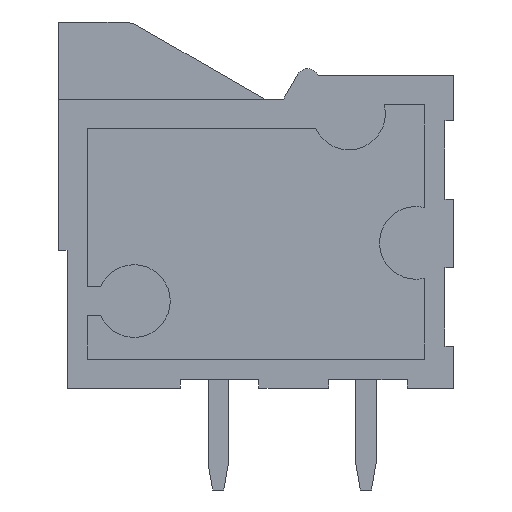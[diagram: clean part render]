
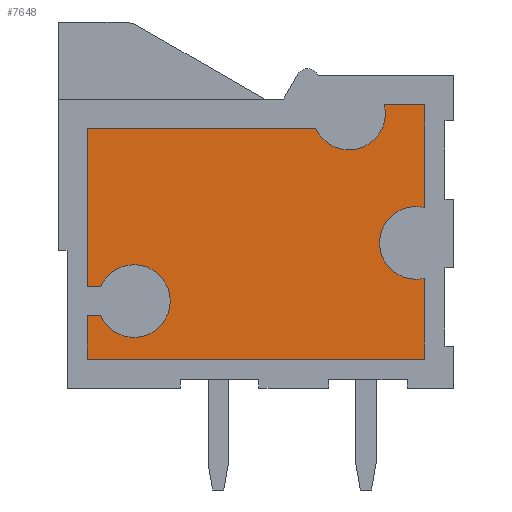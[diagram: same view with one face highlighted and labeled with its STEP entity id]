
A CAD part, left-side view. The second image highlights one B-rep face of the part: STEP entity #7648.
In plain terms, the highlighted planar face has unit normal (-1, 0, 0).
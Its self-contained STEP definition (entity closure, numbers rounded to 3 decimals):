
#120 = DIRECTION ( 'NONE',  ( 0., 0., 1. ) ) ;
#138 = VECTOR ( 'NONE', #6954, 1000. ) ;
#141 = DIRECTION ( 'NONE',  ( 0., 1., 0. ) ) ;
#186 = EDGE_CURVE ( 'NONE', #6393, #5324, #3561, .T. ) ;
#190 = EDGE_CURVE ( 'NONE', #2499, #1398, #3753, .T. ) ;
#226 = LINE ( 'NONE', #1357, #533 ) ;
#227 = ORIENTED_EDGE ( 'NONE', *, *, #190, .T. ) ;
#239 = LINE ( 'NONE', #1454, #4024 ) ;
#245 = DIRECTION ( 'NONE',  ( 0., 0., 1. ) ) ;
#264 = PLANE ( 'NONE',  #299 ) ;
#299 = AXIS2_PLACEMENT_3D ( 'NONE', #7596, #1971, #6940 ) ;
#342 = LINE ( 'NONE', #2781, #1066 ) ;
#407 = CARTESIAN_POINT ( 'NONE',  ( 1.5, 11., -9.6 ) ) ;
#451 = DIRECTION ( 'NONE',  ( 0., 0., 1. ) ) ;
#515 = LINE ( 'NONE', #5490, #5316 ) ;
#533 = VECTOR ( 'NONE', #141, 1000. ) ;
#544 = CARTESIAN_POINT ( 'NONE',  ( 1.5, 12.146, -10.1 ) ) ;
#574 = VECTOR ( 'NONE', #4968, 1000. ) ;
#660 = LINE ( 'NONE', #6886, #5569 ) ;
#671 = CARTESIAN_POINT ( 'NONE',  ( 1.5, 12.6, -9.1 ) ) ;
#678 = EDGE_CURVE ( 'NONE', #4814, #6195, #1843, .T. ) ;
#769 = ORIENTED_EDGE ( 'NONE', *, *, #2511, .F. ) ;
#853 = VERTEX_POINT ( 'NONE', #6945 ) ;
#858 = CARTESIAN_POINT ( 'NONE',  ( 1.5, 1.3, -6.35 ) ) ;
#917 = VERTEX_POINT ( 'NONE', #5154 ) ;
#1066 = VECTOR ( 'NONE', #4570, 1000. ) ;
#1076 = AXIS2_PLACEMENT_3D ( 'NONE', #2767, #7619, #1503 ) ;
#1117 = DIRECTION ( 'NONE',  ( 0., 0., 1. ) ) ;
#1251 = EDGE_CURVE ( 'NONE', #6677, #3431, #342, .T. ) ;
#1329 = CARTESIAN_POINT ( 'NONE',  ( 1.5, 1.3, -8.85 ) ) ;
#1341 = LINE ( 'NONE', #5702, #5441 ) ;
#1357 = CARTESIAN_POINT ( 'NONE',  ( 1.5, 0., -10.1 ) ) ;
#1398 = VERTEX_POINT ( 'NONE', #2319 ) ;
#1413 = CIRCLE ( 'NONE', #1794, 1.25 ) ;
#1454 = CARTESIAN_POINT ( 'NONE',  ( 1.5, 0., -2.85 ) ) ;
#1503 = DIRECTION ( 'NONE',  ( 0., 0., 1. ) ) ;
#1505 = ORIENTED_EDGE ( 'NONE', *, *, #6322, .T. ) ;
#1556 = EDGE_CURVE ( 'NONE', #853, #6309, #3686, .T. ) ;
#1658 = CARTESIAN_POINT ( 'NONE',  ( 1.5, 2.387, -2.85 ) ) ;
#1679 = CARTESIAN_POINT ( 'NONE',  ( 1.5, 1.3, -7.6 ) ) ;
#1685 = CARTESIAN_POINT ( 'NONE',  ( 1.5, 12.146, -9.1 ) ) ;
#1686 = VERTEX_POINT ( 'NONE', #2345 ) ;
#1794 = AXIS2_PLACEMENT_3D ( 'NONE', #7527, #3256, #245 ) ;
#1817 = CIRCLE ( 'NONE', #3254, 1.25 ) ;
#1843 = CIRCLE ( 'NONE', #7181, 1.25 ) ;
#1950 = LINE ( 'NONE', #3710, #7092 ) ;
#1971 = DIRECTION ( 'NONE',  ( -1., 0., 0. ) ) ;
#2072 = ORIENTED_EDGE ( 'NONE', *, *, #5851, .F. ) ;
#2241 = CARTESIAN_POINT ( 'NONE',  ( 1.5, 11., -9.6 ) ) ;
#2304 = EDGE_CURVE ( 'NONE', #6990, #5324, #1341, .T. ) ;
#2319 = CARTESIAN_POINT ( 'NONE',  ( 1.5, 1., -2.85 ) ) ;
#2345 = CARTESIAN_POINT ( 'NONE',  ( 1.5, 12.6, -10.1 ) ) ;
#2432 = ORIENTED_EDGE ( 'NONE', *, *, #7382, .F. ) ;
#2499 = VERTEX_POINT ( 'NONE', #3780 ) ;
#2511 = EDGE_CURVE ( 'NONE', #917, #1686, #515, .T. ) ;
#2617 = EDGE_CURVE ( 'NONE', #6195, #1398, #239, .T. ) ;
#2628 = FACE_OUTER_BOUND ( 'NONE', #6967, .T. ) ;
#2683 = DIRECTION ( 'NONE',  ( 0., -1., 0. ) ) ;
#2767 = CARTESIAN_POINT ( 'NONE',  ( 1.5, 11., -9.6 ) ) ;
#2781 = CARTESIAN_POINT ( 'NONE',  ( 1.5, 0., -9.1 ) ) ;
#2801 = EDGE_CURVE ( 'NONE', #4814, #5878, #660, .T. ) ;
#2869 = ORIENTED_EDGE ( 'NONE', *, *, #4842, .F. ) ;
#2876 = CARTESIAN_POINT ( 'NONE',  ( 1.5, 11., -8.35 ) ) ;
#2903 = ORIENTED_EDGE ( 'NONE', *, *, #3862, .F. ) ;
#3141 = CARTESIAN_POINT ( 'NONE',  ( 1.5, 1., 0. ) ) ;
#3254 = AXIS2_PLACEMENT_3D ( 'NONE', #3582, #4927, #3623 ) ;
#3256 = DIRECTION ( 'NONE',  ( -1., 0., 0. ) ) ;
#3426 = DIRECTION ( 'NONE',  ( 0., 0., 1. ) ) ;
#3431 = VERTEX_POINT ( 'NONE', #1685 ) ;
#3561 = CIRCLE ( 'NONE', #3699, 1.25 ) ;
#3582 = CARTESIAN_POINT ( 'NONE',  ( 1.5, 1.3, -7.6 ) ) ;
#3623 = DIRECTION ( 'NONE',  ( 0., 0., 1. ) ) ;
#3686 = CIRCLE ( 'NONE', #1076, 1.25 ) ;
#3699 = AXIS2_PLACEMENT_3D ( 'NONE', #1679, #5504, #451 ) ;
#3710 = CARTESIAN_POINT ( 'NONE',  ( 1.5, 12.6, 0. ) ) ;
#3753 = LINE ( 'NONE', #3141, #574 ) ;
#3763 = DIRECTION ( 'NONE',  ( 0., 1., 0. ) ) ;
#3780 = CARTESIAN_POINT ( 'NONE',  ( 1.5, 1., -6.387 ) ) ;
#3862 = EDGE_CURVE ( 'NONE', #6677, #5878, #1950, .T. ) ;
#3928 = AXIS2_PLACEMENT_3D ( 'NONE', #2241, #5826, #1117 ) ;
#3948 = ORIENTED_EDGE ( 'NONE', *, *, #2617, .F. ) ;
#4024 = VECTOR ( 'NONE', #2683, 1000. ) ;
#4251 = DIRECTION ( 'NONE',  ( 0., 0., 1. ) ) ;
#4439 = AXIS2_PLACEMENT_3D ( 'NONE', #407, #4648, #3426 ) ;
#4570 = DIRECTION ( 'NONE',  ( 0., -1., 0. ) ) ;
#4648 = DIRECTION ( 'NONE',  ( -1., 0., 0. ) ) ;
#4652 = ORIENTED_EDGE ( 'NONE', *, *, #7642, .T. ) ;
#4814 = VERTEX_POINT ( 'NONE', #8026 ) ;
#4842 = EDGE_CURVE ( 'NONE', #2499, #5897, #1817, .T. ) ;
#4927 = DIRECTION ( 'NONE',  ( -1., 0., 0. ) ) ;
#4968 = DIRECTION ( 'NONE',  ( 0., 0., 1. ) ) ;
#5004 = ORIENTED_EDGE ( 'NONE', *, *, #678, .F. ) ;
#5095 = EDGE_CURVE ( 'NONE', #6309, #3431, #5348, .T. ) ;
#5154 = CARTESIAN_POINT ( 'NONE',  ( 1.5, 12.6, -11.6 ) ) ;
#5316 = VECTOR ( 'NONE', #8052, 1000. ) ;
#5324 = VERTEX_POINT ( 'NONE', #7705 ) ;
#5348 = CIRCLE ( 'NONE', #3928, 1.25 ) ;
#5368 = LINE ( 'NONE', #5652, #138 ) ;
#5441 = VECTOR ( 'NONE', #120, 1000. ) ;
#5490 = CARTESIAN_POINT ( 'NONE',  ( 1.5, 12.6, 0. ) ) ;
#5504 = DIRECTION ( 'NONE',  ( -1., 0., 0. ) ) ;
#5565 = ORIENTED_EDGE ( 'NONE', *, *, #186, .F. ) ;
#5569 = VECTOR ( 'NONE', #3763, 1000. ) ;
#5652 = CARTESIAN_POINT ( 'NONE',  ( 1.5, 0., -11.6 ) ) ;
#5659 = ORIENTED_EDGE ( 'NONE', *, *, #2304, .T. ) ;
#5677 = ORIENTED_EDGE ( 'NONE', *, *, #5095, .F. ) ;
#5702 = CARTESIAN_POINT ( 'NONE',  ( 1.5, 1., 0. ) ) ;
#5826 = DIRECTION ( 'NONE',  ( -1., 0., 0. ) ) ;
#5851 = EDGE_CURVE ( 'NONE', #5897, #6393, #1413, .T. ) ;
#5878 = VERTEX_POINT ( 'NONE', #6294 ) ;
#5897 = VERTEX_POINT ( 'NONE', #858 ) ;
#6020 = VERTEX_POINT ( 'NONE', #544 ) ;
#6082 = ORIENTED_EDGE ( 'NONE', *, *, #1251, .T. ) ;
#6195 = VERTEX_POINT ( 'NONE', #1658 ) ;
#6294 = CARTESIAN_POINT ( 'NONE',  ( 1.5, 12.6, -3.65 ) ) ;
#6309 = VERTEX_POINT ( 'NONE', #2876 ) ;
#6322 = EDGE_CURVE ( 'NONE', #917, #6990, #5368, .T. ) ;
#6393 = VERTEX_POINT ( 'NONE', #1329 ) ;
#6427 = ORIENTED_EDGE ( 'NONE', *, *, #2801, .T. ) ;
#6677 = VERTEX_POINT ( 'NONE', #671 ) ;
#6711 = CARTESIAN_POINT ( 'NONE',  ( 1.5, 1., -11.6 ) ) ;
#6886 = CARTESIAN_POINT ( 'NONE',  ( 1.5, 0., -3.65 ) ) ;
#6940 = DIRECTION ( 'NONE',  ( 0., 0., 1. ) ) ;
#6945 = CARTESIAN_POINT ( 'NONE',  ( 1.5, 11., -10.85 ) ) ;
#6954 = DIRECTION ( 'NONE',  ( 0., -1., 0. ) ) ;
#6967 = EDGE_LOOP ( 'NONE', ( #5659, #5565, #2072, #2869, #227, #3948, #5004, #6427, #2903, #6082, #5677, #7179, #2432, #4652, #769, #1505 ) ) ;
#6990 = VERTEX_POINT ( 'NONE', #6711 ) ;
#7092 = VECTOR ( 'NONE', #7494, 1000. ) ;
#7179 = ORIENTED_EDGE ( 'NONE', *, *, #1556, .F. ) ;
#7181 = AXIS2_PLACEMENT_3D ( 'NONE', #8005, #7351, #4251 ) ;
#7351 = DIRECTION ( 'NONE',  ( -1., 0., 0. ) ) ;
#7382 = EDGE_CURVE ( 'NONE', #6020, #853, #7950, .T. ) ;
#7494 = DIRECTION ( 'NONE',  ( 0., 0., 1. ) ) ;
#7527 = CARTESIAN_POINT ( 'NONE',  ( 1.5, 1.3, -7.6 ) ) ;
#7596 = CARTESIAN_POINT ( 'NONE',  ( 1.5, 0., 0. ) ) ;
#7619 = DIRECTION ( 'NONE',  ( -1., 0., 0. ) ) ;
#7642 = EDGE_CURVE ( 'NONE', #6020, #1686, #226, .T. ) ;
#7648 = ADVANCED_FACE ( 'NONE', ( #2628 ), #264, .T. ) ;
#7705 = CARTESIAN_POINT ( 'NONE',  ( 1.5, 1., -8.813 ) ) ;
#7950 = CIRCLE ( 'NONE', #4439, 1.25 ) ;
#8005 = CARTESIAN_POINT ( 'NONE',  ( 1.5, 3.6, -3.15 ) ) ;
#8026 = CARTESIAN_POINT ( 'NONE',  ( 1.5, 4.746, -3.65 ) ) ;
#8052 = DIRECTION ( 'NONE',  ( 0., 0., 1. ) ) ;
